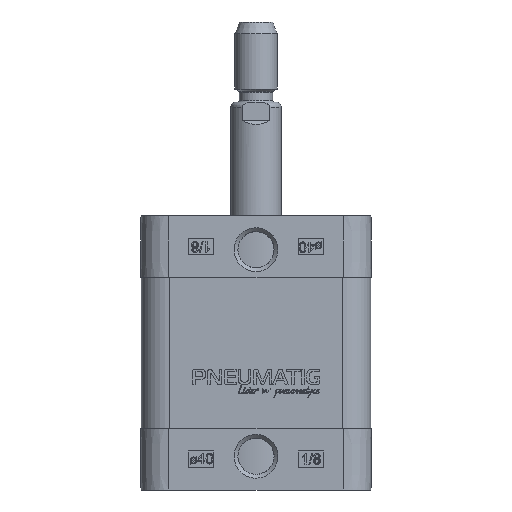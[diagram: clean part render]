
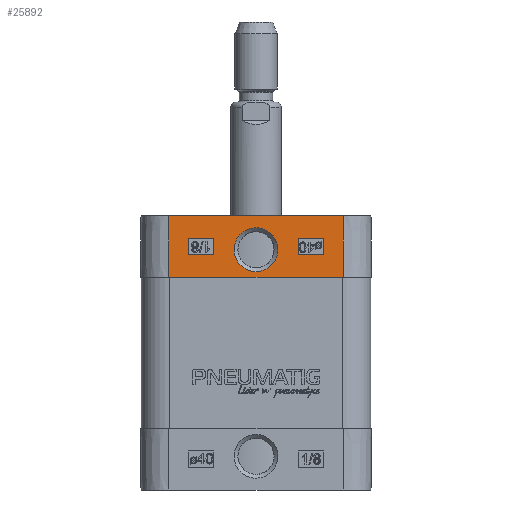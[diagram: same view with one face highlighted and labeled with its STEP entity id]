
A CAD part, left-side view. The second image highlights one B-rep face of the part: STEP entity #25892.
In plain terms, the highlighted planar face has unit normal (-1, 0, 0.009).
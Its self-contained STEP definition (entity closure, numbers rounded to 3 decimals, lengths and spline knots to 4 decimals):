
#1020=B_SPLINE_CURVE_WITH_KNOTS($,3,(#37160,#37161,#37162,#37163,#37164,
#37165,#37166,#37167,#37168,#37169,#37170,#37171,#37172,#37173,#37174,#37175,
#37176,#37177,#37178,#37179,#37180,#37181,#37182,#37183,#37184,#37185,#37186,
#37187,#37188,#37189,#37190,#37191,#37192,#37193,#37194,#37195,#37196,#37197,
#37198,#37199,#37200,#37201,#37202,#37203,#37204,#37205,#37206,#37207,#37208,
#37209,#37210,#37211,#37212,#37213,#37214,#37215,#37216,#37217),
 .UNSPECIFIED.,.T.,.F.,(4,3,3,3,3,3,3,3,3,3,3,3,3,3,3,3,3,3,3,4),(0.,0.1914,
0.2286,0.4161,0.6638,0.936,
1.3093,1.6133,1.636,1.9164,2.1022,
2.1255,2.3171,2.5155,2.8549,3.2246,
3.5525,3.9058,4.056,4.2904),
 .UNSPECIFIED.);
#2824=LINE($,#35613,#4827);
#2899=LINE($,#35908,#4902);
#3082=LINE($,#37076,#5085);
#3084=LINE($,#37080,#5087);
#3086=LINE($,#37084,#5089);
#3088=LINE($,#37087,#5091);
#3090=LINE($,#37093,#5093);
#3092=LINE($,#37097,#5095);
#3094=LINE($,#37101,#5097);
#3096=LINE($,#37104,#5099);
#3098=LINE($,#37219,#5101);
#3099=LINE($,#37220,#5102);
#4827=VECTOR($,#29763,4.13);
#4902=VECTOR($,#30068,4.13);
#5085=VECTOR($,#30405,0.4);
#5087=VECTOR($,#30409,0.6);
#5089=VECTOR($,#30413,0.4);
#5091=VECTOR($,#30417,0.6);
#5093=VECTOR($,#30423,0.4);
#5095=VECTOR($,#30427,0.6);
#5097=VECTOR($,#30431,0.4);
#5099=VECTOR($,#30435,0.6);
#5101=VECTOR($,#30441,1.4501);
#5102=VECTOR($,#30442,1.4501);
#6683=FACE_BOUND($,#8903,.T.);
#6684=FACE_BOUND($,#8904,.T.);
#6685=FACE_BOUND($,#8905,.T.);
#7243=FACE_OUTER_BOUND($,#8902,.T.);
#8902=EDGE_LOOP($,(#19385,#19386,#19387,#19388));
#8903=EDGE_LOOP($,(#19389,#19390,#19391,#19392));
#8904=EDGE_LOOP($,(#19393,#19394,#19395,#19396));
#8905=EDGE_LOOP($,(#19397));
#11000=VERTEX_POINT($,#35610);
#11001=VERTEX_POINT($,#35612);
#11105=VERTEX_POINT($,#35905);
#11106=VERTEX_POINT($,#35907);
#11333=VERTEX_POINT($,#37073);
#11334=VERTEX_POINT($,#37075);
#11335=VERTEX_POINT($,#37079);
#11336=VERTEX_POINT($,#37083);
#11337=VERTEX_POINT($,#37090);
#11338=VERTEX_POINT($,#37092);
#11339=VERTEX_POINT($,#37096);
#11340=VERTEX_POINT($,#37100);
#11341=VERTEX_POINT($,#37158);
#13877=EDGE_CURVE($,#11001,#11000,#2824,.T.);
#14006=EDGE_CURVE($,#11106,#11105,#2899,.T.);
#14310=EDGE_CURVE($,#11334,#11333,#3082,.T.);
#14312=EDGE_CURVE($,#11335,#11334,#3084,.T.);
#14314=EDGE_CURVE($,#11336,#11335,#3086,.T.);
#14316=EDGE_CURVE($,#11333,#11336,#3088,.T.);
#14318=EDGE_CURVE($,#11338,#11337,#3090,.T.);
#14320=EDGE_CURVE($,#11339,#11338,#3092,.T.);
#14322=EDGE_CURVE($,#11340,#11339,#3094,.T.);
#14324=EDGE_CURVE($,#11337,#11340,#3096,.T.);
#14326=EDGE_CURVE($,#11341,#11341,#1020,.T.);
#14327=EDGE_CURVE($,#11106,#11000,#3098,.T.);
#14328=EDGE_CURVE($,#11105,#11001,#3099,.T.);
#19385=ORIENTED_EDGE($,*,*,#13877,.T.);
#19386=ORIENTED_EDGE($,*,*,#14327,.F.);
#19387=ORIENTED_EDGE($,*,*,#14006,.T.);
#19388=ORIENTED_EDGE($,*,*,#14328,.T.);
#19389=ORIENTED_EDGE($,*,*,#14310,.T.);
#19390=ORIENTED_EDGE($,*,*,#14316,.T.);
#19391=ORIENTED_EDGE($,*,*,#14314,.T.);
#19392=ORIENTED_EDGE($,*,*,#14312,.T.);
#19393=ORIENTED_EDGE($,*,*,#14318,.T.);
#19394=ORIENTED_EDGE($,*,*,#14324,.T.);
#19395=ORIENTED_EDGE($,*,*,#14322,.T.);
#19396=ORIENTED_EDGE($,*,*,#14320,.T.);
#19397=ORIENTED_EDGE($,*,*,#14326,.F.);
#25122=PLANE($,#27676);
#25892=ADVANCED_FACE($,(#7243,#6683,#6684,#6685),#25122,.T.);
#27676=AXIS2_PLACEMENT_3D($,#37218,#30439,#30440);
#29763=DIRECTION($,(0.,1.,0.));
#30068=DIRECTION($,(0.,-1.,0.));
#30405=DIRECTION($,(-0.009,0.,-1.));
#30409=DIRECTION($,(0.,-1.,0.));
#30413=DIRECTION($,(0.009,0.,1.));
#30417=DIRECTION($,(0.,1.,0.));
#30423=DIRECTION($,(-0.009,0.,-1.));
#30427=DIRECTION($,(0.,-1.,0.));
#30431=DIRECTION($,(0.009,0.,1.));
#30435=DIRECTION($,(0.,1.,0.));
#30439=DIRECTION('center_axis',(-1.,0.,
0.009));
#30440=DIRECTION('ref_axis',(0.009,0.,
1.));
#30441=DIRECTION($,(0.009,0.,1.));
#30442=DIRECTION($,(0.009,0.,1.));
#35610=CARTESIAN_POINT('',(-2.7273,2.065,1.5));
#35612=CARTESIAN_POINT('',(-2.7273,-2.065,1.5));
#35613=CARTESIAN_POINT($,(-2.7273,-2.065,1.5));
#35905=CARTESIAN_POINT('',(-2.74,-2.065,0.05));
#35907=CARTESIAN_POINT('',(-2.74,2.065,0.05));
#35908=CARTESIAN_POINT($,(-2.74,2.065,0.05));
#37073=CARTESIAN_POINT('',(-2.7354,1.,0.575));
#37075=CARTESIAN_POINT('',(-2.7319,1.,0.975));
#37076=CARTESIAN_POINT($,(-2.7319,1.,0.975));
#37079=CARTESIAN_POINT('',(-2.7319,1.6,0.975));
#37080=CARTESIAN_POINT($,(-2.7319,1.6,0.975));
#37083=CARTESIAN_POINT('',(-2.7354,1.6,0.575));
#37084=CARTESIAN_POINT($,(-2.7354,1.6,0.575));
#37087=CARTESIAN_POINT($,(-2.7354,1.,0.575));
#37090=CARTESIAN_POINT('',(-2.7354,-1.6,0.575));
#37092=CARTESIAN_POINT('',(-2.7319,-1.6,0.975));
#37093=CARTESIAN_POINT($,(-2.7319,-1.6,0.975));
#37096=CARTESIAN_POINT('',(-2.7319,-1.,0.975));
#37097=CARTESIAN_POINT($,(-2.7319,-1.,0.975));
#37100=CARTESIAN_POINT('',(-2.7354,-1.,0.575));
#37101=CARTESIAN_POINT($,(-2.7354,-1.,0.575));
#37104=CARTESIAN_POINT($,(-2.7354,-1.6,0.575));
#37158=CARTESIAN_POINT('',(-2.7389,0.,0.1813));
#37160=CARTESIAN_POINT('Ctrl Pts',(-2.7298,-0.0001,
1.219));
#37161=CARTESIAN_POINT('Ctrl Pts',(-2.7298,0.0637,
1.2191));
#37162=CARTESIAN_POINT('Ctrl Pts',(-2.7299,0.1288,1.2079));
#37163=CARTESIAN_POINT('Ctrl Pts',(-2.7301,0.1905,
1.1841));
#37164=CARTESIAN_POINT('Ctrl Pts',(-2.7301,0.2025,1.1795));
#37165=CARTESIAN_POINT('Ctrl Pts',(-2.7302,0.2143,
1.1744));
#37166=CARTESIAN_POINT('Ctrl Pts',(-2.7302,0.2256,
1.169));
#37167=CARTESIAN_POINT('Ctrl Pts',(-2.7305,0.282,
1.1421));
#37168=CARTESIAN_POINT('Ctrl Pts',(-2.7308,0.3244,1.1086));
#37169=CARTESIAN_POINT('Ctrl Pts',(-2.731,0.3533,1.0816));
#37170=CARTESIAN_POINT('Ctrl Pts',(-2.7313,0.3916,
1.0458));
#37171=CARTESIAN_POINT('Ctrl Pts',(-2.7316,0.4196,
1.0103));
#37172=CARTESIAN_POINT('Ctrl Pts',(-2.732,0.445,
0.968));
#37173=CARTESIAN_POINT('Ctrl Pts',(-2.7324,0.4729,
0.9216));
#37174=CARTESIAN_POINT('Ctrl Pts',(-2.7328,0.4941,
0.8702));
#37175=CARTESIAN_POINT('Ctrl Pts',(-2.7333,0.5064,0.8165));
#37176=CARTESIAN_POINT('Ctrl Pts',(-2.734,0.5232,
0.7428));
#37177=CARTESIAN_POINT('Ctrl Pts',(-2.7346,0.5238,
0.6631));
#37178=CARTESIAN_POINT('Ctrl Pts',(-2.7353,0.5062,
0.5854));
#37179=CARTESIAN_POINT('Ctrl Pts',(-2.7359,0.4918,
0.5221));
#37180=CARTESIAN_POINT('Ctrl Pts',(-2.7364,0.4685,0.4605));
#37181=CARTESIAN_POINT('Ctrl Pts',(-2.737,0.4182,
0.3924));
#37182=CARTESIAN_POINT('Ctrl Pts',(-2.7371,0.4144,
0.3873));
#37183=CARTESIAN_POINT('Ctrl Pts',(-2.7371,0.4105,
0.3822));
#37184=CARTESIAN_POINT('Ctrl Pts',(-2.7371,0.4064,0.3771));
#37185=CARTESIAN_POINT('Ctrl Pts',(-2.7377,0.356,
0.3144));
#37186=CARTESIAN_POINT('Ctrl Pts',(-2.7382,0.2819,
0.257));
#37187=CARTESIAN_POINT('Ctrl Pts',(-2.7385,0.1991,0.2223));
#37188=CARTESIAN_POINT('Ctrl Pts',(-2.7387,0.1441,
0.1992));
#37189=CARTESIAN_POINT('Ctrl Pts',(-2.7388,0.0844,
0.1848));
#37190=CARTESIAN_POINT('Ctrl Pts',(-2.7388,0.0229,
0.1818));
#37191=CARTESIAN_POINT('Ctrl Pts',(-2.7389,0.0153,
0.1815));
#37192=CARTESIAN_POINT('Ctrl Pts',(-2.7389,0.0075,
0.1813));
#37193=CARTESIAN_POINT('Ctrl Pts',(-2.7389,0.,
0.1813));
#37194=CARTESIAN_POINT('Ctrl Pts',(-2.7389,-0.0623,
0.1813));
#37195=CARTESIAN_POINT('Ctrl Pts',(-2.7387,-0.1154,
0.1934));
#37196=CARTESIAN_POINT('Ctrl Pts',(-2.7386,-0.1538,
0.2056));
#37197=CARTESIAN_POINT('Ctrl Pts',(-2.7385,-0.1934,
0.2182));
#37198=CARTESIAN_POINT('Ctrl Pts',(-2.7384,-0.2243,
0.2321));
#37199=CARTESIAN_POINT('Ctrl Pts',(-2.7382,-0.2571,
0.2508));
#37200=CARTESIAN_POINT('Ctrl Pts',(-2.738,-0.3133,
0.2826));
#37201=CARTESIAN_POINT('Ctrl Pts',(-2.7376,-0.3646,
0.3248));
#37202=CARTESIAN_POINT('Ctrl Pts',(-2.7371,-0.4065,
0.3771));
#37203=CARTESIAN_POINT('Ctrl Pts',(-2.7366,-0.4522,
0.434));
#37204=CARTESIAN_POINT('Ctrl Pts',(-2.736,-0.4884,
0.5066));
#37205=CARTESIAN_POINT('Ctrl Pts',(-2.7353,-0.5064,
0.5853));
#37206=CARTESIAN_POINT('Ctrl Pts',(-2.7347,-0.5224,
0.655));
#37207=CARTESIAN_POINT('Ctrl Pts',(-2.7341,-0.5275,
0.7277));
#37208=CARTESIAN_POINT('Ctrl Pts',(-2.7333,-0.507,
0.8163));
#37209=CARTESIAN_POINT('Ctrl Pts',(-2.7325,-0.4849,
0.9118));
#37210=CARTESIAN_POINT('Ctrl Pts',(-2.7316,-0.4271,
1.0141));
#37211=CARTESIAN_POINT('Ctrl Pts',(-2.7309,-0.3442,
1.0885));
#37212=CARTESIAN_POINT('Ctrl Pts',(-2.7307,-0.3089,
1.1201));
#37213=CARTESIAN_POINT('Ctrl Pts',(-2.7304,-0.269,
1.1474));
#37214=CARTESIAN_POINT('Ctrl Pts',(-2.7302,-0.2252,
1.1685));
#37215=CARTESIAN_POINT('Ctrl Pts',(-2.73,-0.1569,
1.2015));
#37216=CARTESIAN_POINT('Ctrl Pts',(-2.7298,-0.0782,
1.219));
#37217=CARTESIAN_POINT('Ctrl Pts',(-2.7298,-0.0001,
1.219));
#37218=CARTESIAN_POINT('Origin',(-2.74,0.,0.05));
#37219=CARTESIAN_POINT($,(-2.74,2.065,0.05));
#37220=CARTESIAN_POINT($,(-2.74,-2.065,0.05));
